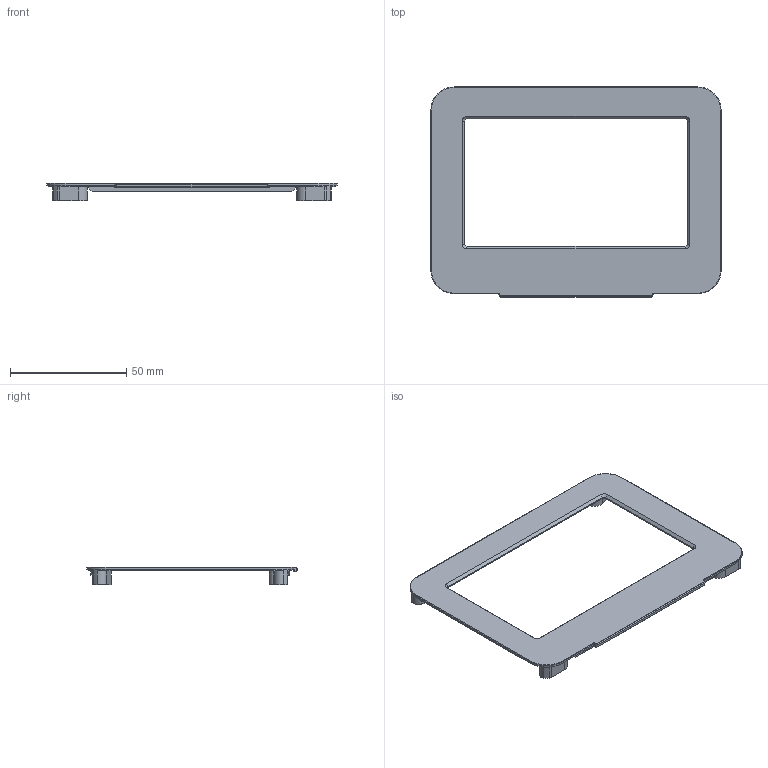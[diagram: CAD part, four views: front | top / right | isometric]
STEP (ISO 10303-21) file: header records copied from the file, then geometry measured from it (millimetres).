
FILE_DESCRIPTION(/* description */ (''),/* implementation_level */ '2;1');
FILE_NAME(/* name */ 'SMARTPADtop.stp',/* time_stamp */ '2024-05-23T14:30:37+08:00',/* author */ ('o12345'),/* organization */ (''),/* preprocessor_version */ 'ST-DEVELOPER v18',/* originating_system */ 'Autodesk Inventor 2020',/* authorisation */ '');
FILE_SCHEMA (('AUTOMOTIVE_DESIGN { 1 0 10303 214 3 1 1 }'));
Length unit declared in the file: millimetre
Products named in the file (1): 20240523-2_1
Bounding box: 125 x 90.5 x 7.5 mm (x, y, z)
Volume: 11034.2 mm3; surface area: 14692.7 mm2
Topology: 1 solids, 1 shells, 120 faces, 303 edges, 196 vertices
Faces by surface type: plane 57, cylinder 51, torus 6, cone 4, sphere 2
Full cylindrical faces by diameter (mm): 2.5 x8
Entity records: 3685 total; most frequent: DIRECTION 673, CARTESIAN_POINT 620, ORIENTED_EDGE 606, EDGE_CURVE 303, AXIS2_PLACEMENT_3D 249, VERTEX_POINT 196, LINE 175, VECTOR 175
